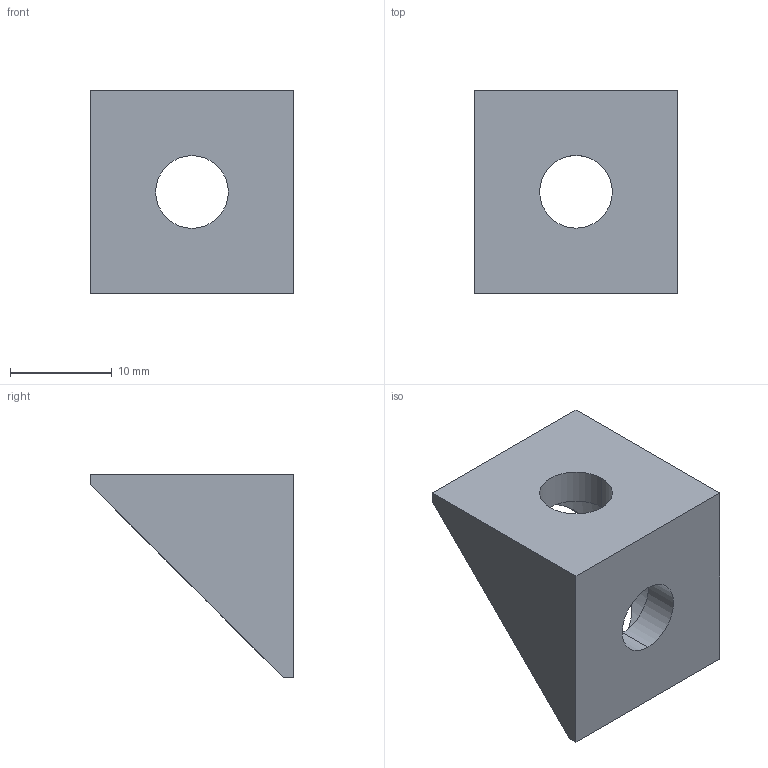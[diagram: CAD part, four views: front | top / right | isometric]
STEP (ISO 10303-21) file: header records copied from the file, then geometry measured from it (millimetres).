
FILE_DESCRIPTION (( 'STEP AP214' ), '1' );
FILE_NAME ('corner_connector_90deg.step', '2015-01-21T14:40:07', ( 'Mark' ), ( '' ), 'SwSTEP 2.0', 'SolidWorks 2013', '' );
FILE_SCHEMA (( 'AUTOMOTIVE_DESIGN' ));
Length unit declared in the file: millimetre
Products named in the file (1): corner_connector_90deg
Bounding box: 20 x 20 x 20 mm (x, y, z)
Volume: 3217.4 mm3; surface area: 2096.2 mm2
Topology: 1 solids, 1 shells, 22 faces, 51 edges, 32 vertices
Faces by surface type: cylinder 13, plane 9
Entity records: 661 total; most frequent: CARTESIAN_POINT 145, ORIENTED_EDGE 102, DIRECTION 96, EDGE_CURVE 51, AXIS2_PLACEMENT_3D 35, VERTEX_POINT 32, EDGE_LOOP 27, LINE 26
